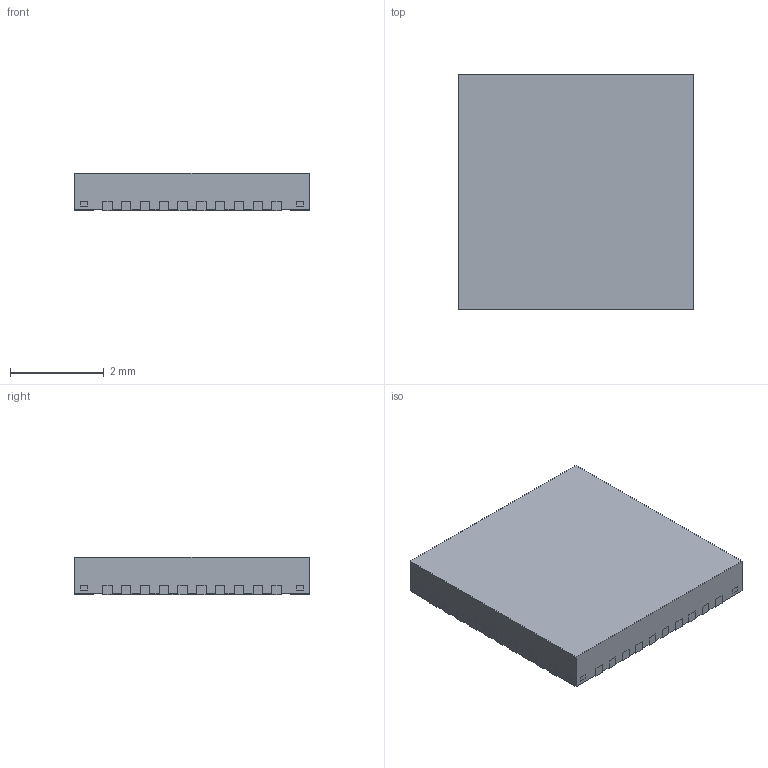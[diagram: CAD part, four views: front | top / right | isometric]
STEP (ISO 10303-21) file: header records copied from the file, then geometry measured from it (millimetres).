
FILE_DESCRIPTION((''),'2;1');
FILE_NAME('RSB0040B_ASM','2018-11-07T14:04:51',('a0412086'),(''),'CREO PARAMETRIC BY PTC INC, 2018020','CREO PARAMETRIC BY PTC INC, 2018020','');
FILE_SCHEMA(('AUTOMOTIVE_DESIGN { 1 0 10303 214 1 1 1 1 }'));
Length unit declared in the file: millimetre
Products named in the file (4): FRAME; BODY; PIN1_AREA; RSB0040B_ASM
Assembly tree (3 placements, depth 2):
  RSB0040B_ASM
    FRAME
    BODY
    PIN1_AREA
Bounding box: 5 x 5 x 0.8 mm (x, y, z)
Volume: 19.8 mm3; surface area: 116.7 mm2
Topology: 46 solids, 46 shells, 635 faces, 1626 edges, 1084 vertices
Faces by surface type: plane 475, cylinder 160
Entity records: 25011 total; most frequent: CARTESIAN_POINT 3395, DIRECTION 3282, ORIENTED_EDGE 3252, PRESENTATION_STYLE_ASSIGNMENT 1721, STYLED_ITEM 1673, CURVE_STYLE 1626, EDGE_CURVE 1626, VECTOR 1306
